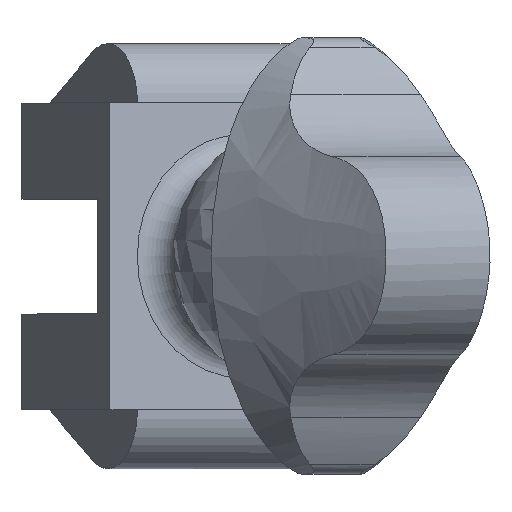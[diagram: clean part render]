
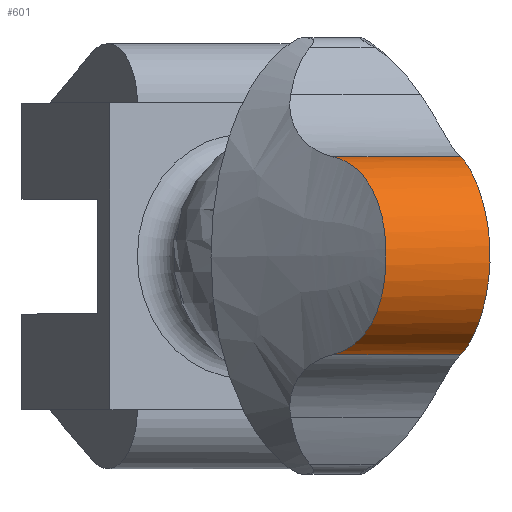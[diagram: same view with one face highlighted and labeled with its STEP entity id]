
A CAD part, top view. The second image highlights one B-rep face of the part: STEP entity #601.
In plain terms, the highlighted cylindrical face has radius 1.5 mm (diameter 3 mm), a partial arc.
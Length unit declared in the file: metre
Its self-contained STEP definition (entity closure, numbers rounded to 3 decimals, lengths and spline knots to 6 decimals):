
#16=CYLINDRICAL_SURFACE('',#651,0.0015);
#36=B_SPLINE_CURVE_WITH_KNOTS('',3,(#1049,#1050,#1051,#1052,#1053,#1054,
#1055),.UNSPECIFIED.,.F.,.F.,(4,1,1,1,4),(0.,0.00105,
0.0021,0.00315,0.0042),
 .UNSPECIFIED.);
#42=B_SPLINE_CURVE_WITH_KNOTS('',3,(#1259,#1260,#1261,#1262,#1263,#1264,
#1265),.UNSPECIFIED.,.F.,.F.,(4,1,1,1,4),(0.,0.00105,
0.0021,0.00315,0.0042),
 .UNSPECIFIED.);
#144=ORIENTED_EDGE('',*,*,#285,.T.);
#145=ORIENTED_EDGE('',*,*,#277,.F.);
#146=ORIENTED_EDGE('',*,*,#286,.F.);
#147=ORIENTED_EDGE('',*,*,#252,.F.);
#252=EDGE_CURVE('',#333,#334,#36,.T.);
#277=EDGE_CURVE('',#350,#351,#42,.T.);
#285=EDGE_CURVE('',#333,#351,#406,.T.);
#286=EDGE_CURVE('',#334,#350,#407,.T.);
#333=VERTEX_POINT('',#1048);
#334=VERTEX_POINT('',#1056);
#350=VERTEX_POINT('',#1258);
#351=VERTEX_POINT('',#1266);
#406=LINE('',#1290,#468);
#407=LINE('',#1292,#469);
#468=VECTOR('',#759,1.);
#469=VECTOR('',#762,1.);
#501=EDGE_LOOP('',(#144,#145,#146,#147));
#541=FACE_BOUND('',#501,.T.);
#601=ADVANCED_FACE('',(#541),#16,.T.);
#651=AXIS2_PLACEMENT_3D('',#1291,#760,#761);
#759=DIRECTION('',(0.866,0.,-0.5));
#760=DIRECTION('',(0.866,0.,-0.5));
#761=DIRECTION('',(-0.5,0.,-0.866));
#762=DIRECTION('',(0.866,0.,-0.5));
#1048=CARTESIAN_POINT('',(0.125561,-0.001477,0.045678));
#1049=CARTESIAN_POINT('',(0.125561,-0.001477,0.045678));
#1050=CARTESIAN_POINT('',(0.12582,-0.001417,0.045913));
#1051=CARTESIAN_POINT('',(0.126233,-0.001056,0.046418));
#1052=CARTESIAN_POINT('',(0.126418,0.,0.046761));
#1053=CARTESIAN_POINT('',(0.126233,0.001054,0.046418));
#1054=CARTESIAN_POINT('',(0.12582,0.001417,0.045913));
#1055=CARTESIAN_POINT('',(0.125561,0.001477,0.045678));
#1056=CARTESIAN_POINT('',(0.125561,0.001477,0.045678));
#1258=CARTESIAN_POINT('',(0.127467,0.001477,0.044577));
#1259=CARTESIAN_POINT('',(0.127467,0.001477,0.044577));
#1260=CARTESIAN_POINT('',(0.127541,0.001417,0.044919));
#1261=CARTESIAN_POINT('',(0.127772,0.001056,0.045529));
#1262=CARTESIAN_POINT('',(0.127976,0.,0.045861));
#1263=CARTESIAN_POINT('',(0.127772,-0.001054,0.04553));
#1264=CARTESIAN_POINT('',(0.127541,-0.001417,0.04492));
#1265=CARTESIAN_POINT('',(0.127467,-0.001477,0.044577));
#1266=CARTESIAN_POINT('',(0.127467,-0.001477,0.044577));
#1290=CARTESIAN_POINT('',(0.124727,-0.001477,0.046159));
#1291=CARTESIAN_POINT('',(0.124595,0.,0.045931));
#1292=CARTESIAN_POINT('',(0.124727,0.001477,0.046159));
